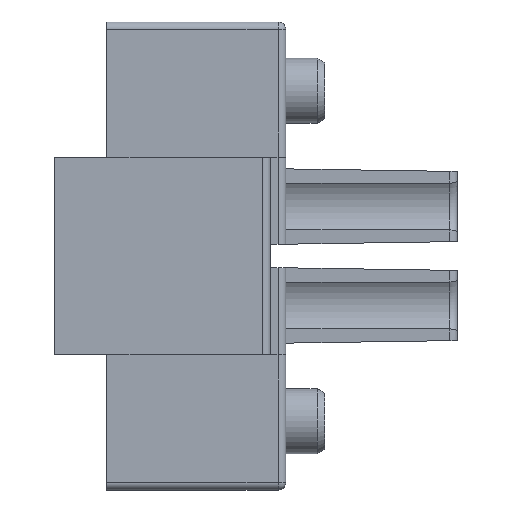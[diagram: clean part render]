
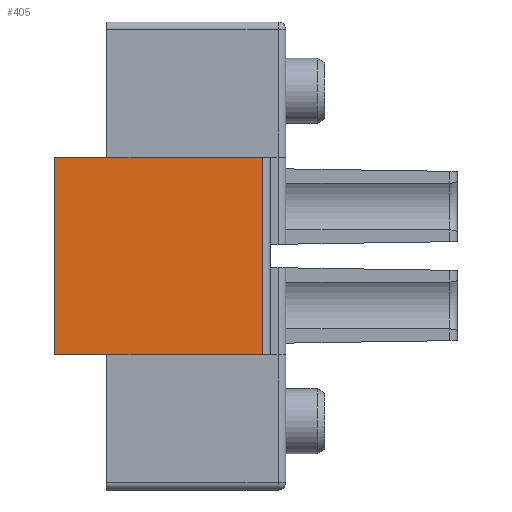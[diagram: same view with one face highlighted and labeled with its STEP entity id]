
A CAD part, front view. The second image highlights one B-rep face of the part: STEP entity #405.
In plain terms, the highlighted planar face has unit normal (0, -1, 0).
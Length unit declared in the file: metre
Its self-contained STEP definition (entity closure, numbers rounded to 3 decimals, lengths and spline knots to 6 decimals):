
#405=ADVANCED_FACE('',(#927),#928,.T.);
#927=FACE_OUTER_BOUND('',#1574,.T.);
#928=PLANE('',#1575);
#1574=EDGE_LOOP('',(#2718,#2719,#2720,#2721));
#1575=AXIS2_PLACEMENT_3D('',#2722,#2723,#2724);
#2718=ORIENTED_EDGE('',*,*,#4130,.F.);
#2719=ORIENTED_EDGE('',*,*,#4131,.F.);
#2720=ORIENTED_EDGE('',*,*,#4132,.T.);
#2721=ORIENTED_EDGE('',*,*,#4095,.T.);
#2722=CARTESIAN_POINT('',(0.006473,0.00051,0.002633));
#2723=DIRECTION('',(0.,-1.0,0.));
#2724=DIRECTION('',(0.0,0.,-1.0));
#4095=EDGE_CURVE('',#5002,#5000,#5003,.T.);
#4130=EDGE_CURVE('',#5059,#5000,#5060,.T.);
#4131=EDGE_CURVE('',#5061,#5059,#5062,.T.);
#4132=EDGE_CURVE('',#5061,#5002,#5063,.T.);
#5000=VERTEX_POINT('',#6344);
#5002=VERTEX_POINT('',#6346);
#5003=LINE('',#6347,#6348);
#5059=VERTEX_POINT('',#6430);
#5060=LINE('',#6431,#6432);
#5061=VERTEX_POINT('',#6433);
#5062=LINE('',#6434,#6435);
#5063=LINE('',#6436,#6437);
#6344=CARTESIAN_POINT('',(0.006473,0.00051,-0.008022));
#6346=CARTESIAN_POINT('',(-0.001527,0.00051,-0.008022));
#6347=CARTESIAN_POINT('',(0.013673,0.00051,-0.008022));
#6348=VECTOR('',#7395,1.0);
#6430=CARTESIAN_POINT('',(0.006473,0.00051,-0.000402));
#6431=CARTESIAN_POINT('',(0.006473,0.00051,0.002633));
#6432=VECTOR('',#7425,1.0);
#6433=CARTESIAN_POINT('',(-0.001527,0.00051,-0.000402));
#6434=CARTESIAN_POINT('',(0.013673,0.00051,-0.000402));
#6435=VECTOR('',#7426,1.0);
#6436=CARTESIAN_POINT('',(-0.001527,0.00051,0.002633));
#6437=VECTOR('',#7427,1.0);
#7395=DIRECTION('',(1.0,0.,0.));
#7425=DIRECTION('',(0.,0.,-1.0));
#7426=DIRECTION('',(1.0,0.,0.));
#7427=DIRECTION('',(0.,0.,-1.0));
